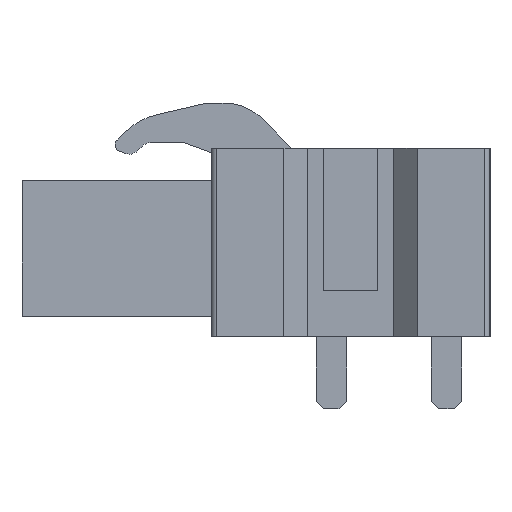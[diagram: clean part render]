
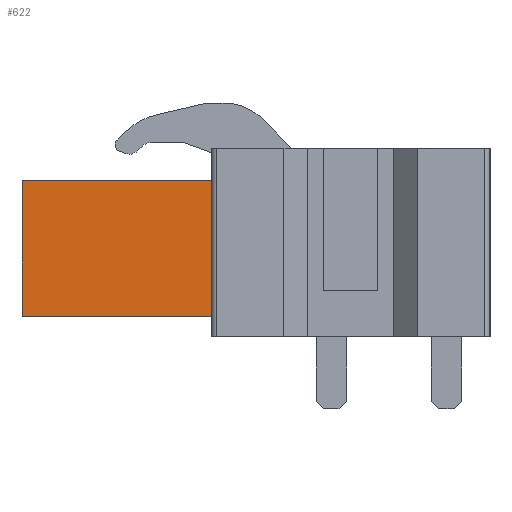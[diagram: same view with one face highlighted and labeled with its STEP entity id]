
A CAD part, left-side view. The second image highlights one B-rep face of the part: STEP entity #622.
In plain terms, the highlighted planar face has unit normal (-1, 0, 0).
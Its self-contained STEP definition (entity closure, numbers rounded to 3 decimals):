
#528=AXIS2_PLACEMENT_3D('Plane Axis2P3D',#525,#526,#527) ;
#89=CARTESIAN_POINT('Vertex',(5.08,20.65,4.075)) ;
#92=CARTESIAN_POINT('Line Origine',(5.08,20.65,7.075)) ;
#96=CARTESIAN_POINT('Vertex',(5.08,20.65,10.075)) ;
#525=CARTESIAN_POINT('Axis2P3D Location',(5.08,0.4,3.2)) ;
#565=CARTESIAN_POINT('Line Origine',(5.08,12.175,10.95)) ;
#569=CARTESIAN_POINT('Vertex',(5.08,12.05,10.95)) ;
#571=CARTESIAN_POINT('Vertex',(5.08,12.3,10.95)) ;
#574=CARTESIAN_POINT('Line Origine',(5.08,12.3,10.513)) ;
#578=CARTESIAN_POINT('Vertex',(5.08,12.3,10.075)) ;
#581=CARTESIAN_POINT('Line Origine',(5.08,16.475,10.075)) ;
#586=CARTESIAN_POINT('Line Origine',(5.08,16.475,4.075)) ;
#590=CARTESIAN_POINT('Vertex',(5.08,12.3,4.075)) ;
#593=CARTESIAN_POINT('Line Origine',(5.08,12.3,3.638)) ;
#597=CARTESIAN_POINT('Vertex',(5.08,12.3,3.2)) ;
#600=CARTESIAN_POINT('Line Origine',(5.08,12.175,3.2)) ;
#604=CARTESIAN_POINT('Vertex',(5.08,12.05,3.2)) ;
#607=CARTESIAN_POINT('Line Origine',(5.08,12.05,7.075)) ;
#93=DIRECTION('Vector Direction',(0.,0.,1.)) ;
#526=DIRECTION('Axis2P3D Direction',(-1.,0.,0.)) ;
#527=DIRECTION('Axis2P3D XDirection',(0.,0.,1.)) ;
#566=DIRECTION('Vector Direction',(0.,1.,0.)) ;
#575=DIRECTION('Vector Direction',(0.,0.,-1.)) ;
#582=DIRECTION('Vector Direction',(0.,1.,0.)) ;
#587=DIRECTION('Vector Direction',(0.,1.,0.)) ;
#594=DIRECTION('Vector Direction',(0.,0.,1.)) ;
#601=DIRECTION('Vector Direction',(0.,1.,0.)) ;
#608=DIRECTION('Vector Direction',(0.,0.,-1.)) ;
#94=VECTOR('Line Direction',#93,1.) ;
#567=VECTOR('Line Direction',#566,1.) ;
#576=VECTOR('Line Direction',#575,1.) ;
#583=VECTOR('Line Direction',#582,1.) ;
#588=VECTOR('Line Direction',#587,1.) ;
#595=VECTOR('Line Direction',#594,1.) ;
#602=VECTOR('Line Direction',#601,1.) ;
#609=VECTOR('Line Direction',#608,1.) ;
#613=ORIENTED_EDGE('',*,*,#573,.T.) ;
#614=ORIENTED_EDGE('',*,*,#580,.F.) ;
#615=ORIENTED_EDGE('',*,*,#585,.F.) ;
#616=ORIENTED_EDGE('',*,*,#98,.T.) ;
#617=ORIENTED_EDGE('',*,*,#592,.F.) ;
#618=ORIENTED_EDGE('',*,*,#599,.F.) ;
#619=ORIENTED_EDGE('',*,*,#606,.F.) ;
#620=ORIENTED_EDGE('',*,*,#611,.F.) ;
#622=ADVANCED_FACE('BLL5.08/23/90FI 3.2SN OR 1843960000',(#621),#529,.T.) ;
#98=EDGE_CURVE('',#97,#90,#95,.F.) ;
#573=EDGE_CURVE('',#570,#572,#568,.T.) ;
#580=EDGE_CURVE('',#579,#572,#577,.F.) ;
#585=EDGE_CURVE('',#97,#579,#584,.F.) ;
#592=EDGE_CURVE('',#591,#90,#589,.T.) ;
#599=EDGE_CURVE('',#598,#591,#596,.T.) ;
#606=EDGE_CURVE('',#605,#598,#603,.T.) ;
#611=EDGE_CURVE('',#570,#605,#610,.T.) ;
#612=EDGE_LOOP('',(#613,#614,#615,#616,#617,#618,#619,#620)) ;
#621=FACE_OUTER_BOUND('',#612,.T.) ;
#95=LINE('Line',#92,#94) ;
#568=LINE('Line',#565,#567) ;
#577=LINE('Line',#574,#576) ;
#584=LINE('Line',#581,#583) ;
#589=LINE('Line',#586,#588) ;
#596=LINE('Line',#593,#595) ;
#603=LINE('Line',#600,#602) ;
#610=LINE('Line',#607,#609) ;
#529=PLANE('',#528) ;
#90=VERTEX_POINT('',#89) ;
#97=VERTEX_POINT('',#96) ;
#570=VERTEX_POINT('',#569) ;
#572=VERTEX_POINT('',#571) ;
#579=VERTEX_POINT('',#578) ;
#591=VERTEX_POINT('',#590) ;
#598=VERTEX_POINT('',#597) ;
#605=VERTEX_POINT('',#604) ;
